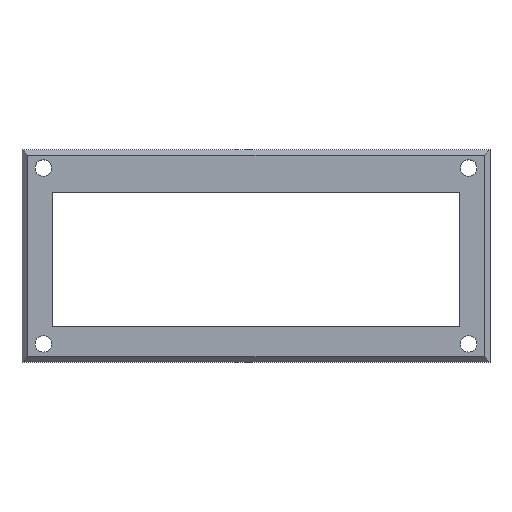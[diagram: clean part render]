
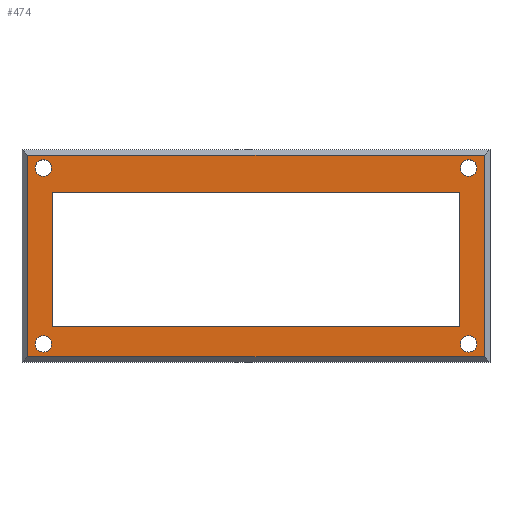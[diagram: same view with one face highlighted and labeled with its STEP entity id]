
A CAD part, top view. The second image highlights one B-rep face of the part: STEP entity #474.
In plain terms, the highlighted planar face has unit normal (0, 0, 1).
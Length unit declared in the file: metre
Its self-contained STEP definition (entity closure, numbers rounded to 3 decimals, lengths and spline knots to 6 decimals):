
#16=CIRCLE('',#514,0.00145);
#17=CIRCLE('',#515,0.00145);
#18=CIRCLE('',#516,0.00145);
#19=CIRCLE('',#517,0.00145);
#24=ORIENTED_EDGE('',*,*,#152,.T.);
#25=ORIENTED_EDGE('',*,*,#153,.T.);
#26=ORIENTED_EDGE('',*,*,#154,.T.);
#27=ORIENTED_EDGE('',*,*,#155,.T.);
#28=ORIENTED_EDGE('',*,*,#156,.F.);
#29=ORIENTED_EDGE('',*,*,#157,.F.);
#30=ORIENTED_EDGE('',*,*,#158,.F.);
#31=ORIENTED_EDGE('',*,*,#159,.F.);
#32=ORIENTED_EDGE('',*,*,#160,.F.);
#33=ORIENTED_EDGE('',*,*,#161,.F.);
#34=ORIENTED_EDGE('',*,*,#162,.T.);
#35=ORIENTED_EDGE('',*,*,#163,.T.);
#152=EDGE_CURVE('',#216,#217,#260,.T.);
#153=EDGE_CURVE('',#217,#218,#261,.T.);
#154=EDGE_CURVE('',#218,#219,#262,.T.);
#155=EDGE_CURVE('',#219,#216,#263,.T.);
#156=EDGE_CURVE('',#220,#220,#16,.T.);
#157=EDGE_CURVE('',#221,#221,#17,.T.);
#158=EDGE_CURVE('',#222,#222,#18,.T.);
#159=EDGE_CURVE('',#223,#223,#19,.T.);
#160=EDGE_CURVE('',#224,#225,#264,.T.);
#161=EDGE_CURVE('',#226,#224,#265,.T.);
#162=EDGE_CURVE('',#226,#227,#266,.T.);
#163=EDGE_CURVE('',#227,#225,#267,.T.);
#216=VERTEX_POINT('',#676);
#217=VERTEX_POINT('',#677);
#218=VERTEX_POINT('',#679);
#219=VERTEX_POINT('',#681);
#220=VERTEX_POINT('',#684);
#221=VERTEX_POINT('',#686);
#222=VERTEX_POINT('',#688);
#223=VERTEX_POINT('',#690);
#224=VERTEX_POINT('',#692);
#225=VERTEX_POINT('',#693);
#226=VERTEX_POINT('',#695);
#227=VERTEX_POINT('',#697);
#260=LINE('',#675,#316);
#261=LINE('',#678,#317);
#262=LINE('',#680,#318);
#263=LINE('',#682,#319);
#264=LINE('',#691,#320);
#265=LINE('',#694,#321);
#266=LINE('',#696,#322);
#267=LINE('',#698,#323);
#316=VECTOR('',#551,1.);
#317=VECTOR('',#552,1.);
#318=VECTOR('',#553,1.);
#319=VECTOR('',#554,1.);
#320=VECTOR('',#563,1.);
#321=VECTOR('',#564,1.);
#322=VECTOR('',#565,1.);
#323=VECTOR('',#566,1.);
#372=EDGE_LOOP('',(#24,#25,#26,#27));
#373=EDGE_LOOP('',(#28));
#374=EDGE_LOOP('',(#29));
#375=EDGE_LOOP('',(#30));
#376=EDGE_LOOP('',(#31));
#377=EDGE_LOOP('',(#32,#33,#34,#35));
#412=FACE_BOUND('',#372,.T.);
#413=FACE_BOUND('',#373,.T.);
#414=FACE_BOUND('',#374,.T.);
#415=FACE_BOUND('',#375,.T.);
#416=FACE_BOUND('',#376,.T.);
#417=FACE_BOUND('',#377,.T.);
#452=PLANE('',#513);
#474=ADVANCED_FACE('',(#412,#413,#414,#415,#416,#417),#452,.T.);
#513=AXIS2_PLACEMENT_3D('',#674,#549,#550);
#514=AXIS2_PLACEMENT_3D('',#683,#555,#556);
#515=AXIS2_PLACEMENT_3D('',#685,#557,#558);
#516=AXIS2_PLACEMENT_3D('',#687,#559,#560);
#517=AXIS2_PLACEMENT_3D('',#689,#561,#562);
#549=DIRECTION('',(0.,0.,1.));
#550=DIRECTION('',(1.,0.,0.));
#551=DIRECTION('',(-1.,0.,0.));
#552=DIRECTION('',(0.,-1.,0.));
#553=DIRECTION('',(1.,0.,0.));
#554=DIRECTION('',(0.,1.,0.));
#555=DIRECTION('',(0.,0.,1.));
#556=DIRECTION('',(1.,0.,0.));
#557=DIRECTION('',(0.,0.,1.));
#558=DIRECTION('',(1.,0.,0.));
#559=DIRECTION('',(0.,0.,1.));
#560=DIRECTION('',(1.,0.,0.));
#561=DIRECTION('',(0.,0.,1.));
#562=DIRECTION('',(1.,0.,0.));
#563=DIRECTION('',(0.,1.,0.));
#564=DIRECTION('',(1.,0.,0.));
#565=DIRECTION('',(0.,1.,0.));
#566=DIRECTION('',(1.,0.,0.));
#674=CARTESIAN_POINT('',(-0.0075,0.002677,0.0172));
#675=CARTESIAN_POINT('',(-0.0075,0.0302,0.0172));
#676=CARTESIAN_POINT('',(0.032754,0.0302,0.0172));
#677=CARTESIAN_POINT('',(-0.047754,0.0302,0.0172));
#678=CARTESIAN_POINT('',(-0.047754,-0.006304,0.0172));
#679=CARTESIAN_POINT('',(-0.047754,-0.005304,0.0172));
#680=CARTESIAN_POINT('',(-0.0075,-0.005304,0.0172));
#681=CARTESIAN_POINT('',(0.032754,-0.005304,0.0172));
#682=CARTESIAN_POINT('',(0.032754,0.002677,0.0172));
#683=CARTESIAN_POINT('',(0.03,-0.00305,0.0172));
#684=CARTESIAN_POINT('',(0.03145,-0.00305,0.0172));
#685=CARTESIAN_POINT('',(0.03,0.02795,0.0172));
#686=CARTESIAN_POINT('',(0.03145,0.02795,0.0172));
#687=CARTESIAN_POINT('',(-0.045,0.02795,0.0172));
#688=CARTESIAN_POINT('',(-0.04355,0.02795,0.0172));
#689=CARTESIAN_POINT('',(-0.045,-0.00305,0.0172));
#690=CARTESIAN_POINT('',(-0.04355,-0.00305,0.0172));
#691=CARTESIAN_POINT('',(0.02836,0.011825,0.0172));
#692=CARTESIAN_POINT('',(0.02836,-0.00005,0.0172));
#693=CARTESIAN_POINT('',(0.02836,0.0237,0.0172));
#694=CARTESIAN_POINT('',(0.01018,-0.00005,0.0172));
#695=CARTESIAN_POINT('',(-0.0434,-0.00005,0.0172));
#696=CARTESIAN_POINT('',(-0.0434,0.011825,0.0172));
#697=CARTESIAN_POINT('',(-0.0434,0.0237,0.0172));
#698=CARTESIAN_POINT('',(-0.00752,0.0237,0.0172));
